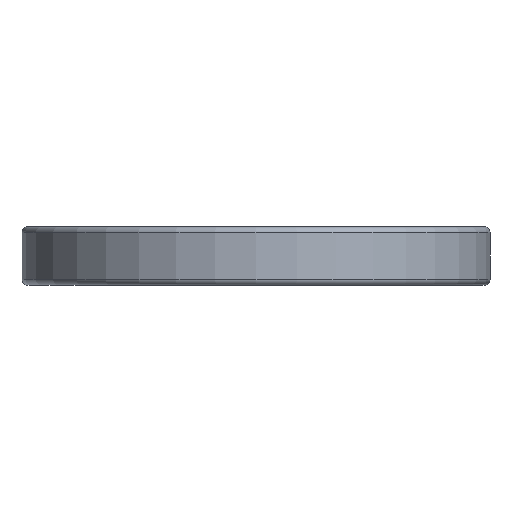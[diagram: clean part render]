
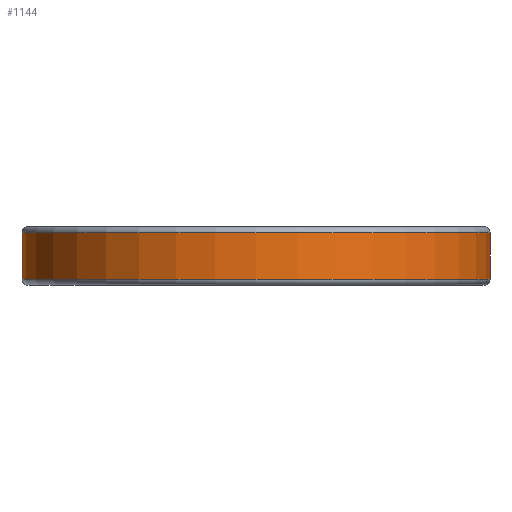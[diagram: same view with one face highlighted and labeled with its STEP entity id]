
A CAD part, front view. The second image highlights one B-rep face of the part: STEP entity #1144.
In plain terms, the highlighted cylindrical face has radius 20 mm (diameter 40 mm), a partial arc.
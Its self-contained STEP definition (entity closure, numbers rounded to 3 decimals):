
#85 = VERTEX_POINT ( 'NONE', #1955 ) ;
#154 = CARTESIAN_POINT ( 'NONE',  ( 0., 0., 4.5 ) ) ;
#197 = CARTESIAN_POINT ( 'NONE',  ( 0., 0., 0.5 ) ) ;
#208 = CIRCLE ( 'NONE', #1674, 20. ) ;
#227 = LINE ( 'NONE', #917, #1583 ) ;
#277 = EDGE_CURVE ( 'NONE', #85, #2128, #2764, .T. ) ;
#540 = CYLINDRICAL_SURFACE ( 'NONE', #1196, 20. ) ;
#571 = CARTESIAN_POINT ( 'NONE',  ( 0., 0., 5. ) ) ;
#616 = DIRECTION ( 'NONE',  ( 1., 0., 0. ) ) ;
#618 = EDGE_LOOP ( 'NONE', ( #729, #2512, #1184, #932 ) ) ;
#629 = DIRECTION ( 'NONE',  ( 0., 0., -1. ) ) ;
#636 = DIRECTION ( 'NONE',  ( 0., 0., 1. ) ) ;
#729 = ORIENTED_EDGE ( 'NONE', *, *, #1057, .F. ) ;
#748 = CARTESIAN_POINT ( 'NONE',  ( 20., 0., 0.5 ) ) ;
#917 = CARTESIAN_POINT ( 'NONE',  ( -20., 0., 5. ) ) ;
#932 = ORIENTED_EDGE ( 'NONE', *, *, #277, .T. ) ;
#1046 = DIRECTION ( 'NONE',  ( 0., 0., -1. ) ) ;
#1057 = EDGE_CURVE ( 'NONE', #2800, #2128, #2209, .T. ) ;
#1144 = ADVANCED_FACE ( 'NONE', ( #2374 ), #540, .T. ) ;
#1184 = ORIENTED_EDGE ( 'NONE', *, *, #1305, .T. ) ;
#1196 = AXIS2_PLACEMENT_3D ( 'NONE', #571, #2191, #2162 ) ;
#1305 = EDGE_CURVE ( 'NONE', #2391, #85, #227, .T. ) ;
#1384 = AXIS2_PLACEMENT_3D ( 'NONE', #197, #636, #1997 ) ;
#1581 = CARTESIAN_POINT ( 'NONE',  ( -20., 0., 4.5 ) ) ;
#1583 = VECTOR ( 'NONE', #1813, 1000. ) ;
#1628 = VECTOR ( 'NONE', #629, 1000. ) ;
#1674 = AXIS2_PLACEMENT_3D ( 'NONE', #154, #1046, #616 ) ;
#1805 = EDGE_CURVE ( 'NONE', #2800, #2391, #208, .T. ) ;
#1813 = DIRECTION ( 'NONE',  ( 0., 0., -1. ) ) ;
#1955 = CARTESIAN_POINT ( 'NONE',  ( -20., 0., 0.5 ) ) ;
#1997 = DIRECTION ( 'NONE',  ( 1., 0., 0. ) ) ;
#2128 = VERTEX_POINT ( 'NONE', #748 ) ;
#2162 = DIRECTION ( 'NONE',  ( -1., 0., 0. ) ) ;
#2191 = DIRECTION ( 'NONE',  ( 0., 0., -1. ) ) ;
#2209 = LINE ( 'NONE', #2703, #1628 ) ;
#2374 = FACE_OUTER_BOUND ( 'NONE', #618, .T. ) ;
#2391 = VERTEX_POINT ( 'NONE', #1581 ) ;
#2512 = ORIENTED_EDGE ( 'NONE', *, *, #1805, .T. ) ;
#2678 = CARTESIAN_POINT ( 'NONE',  ( 20., 0., 4.5 ) ) ;
#2703 = CARTESIAN_POINT ( 'NONE',  ( 20., 0., 5. ) ) ;
#2764 = CIRCLE ( 'NONE', #1384, 20. ) ;
#2800 = VERTEX_POINT ( 'NONE', #2678 ) ;
